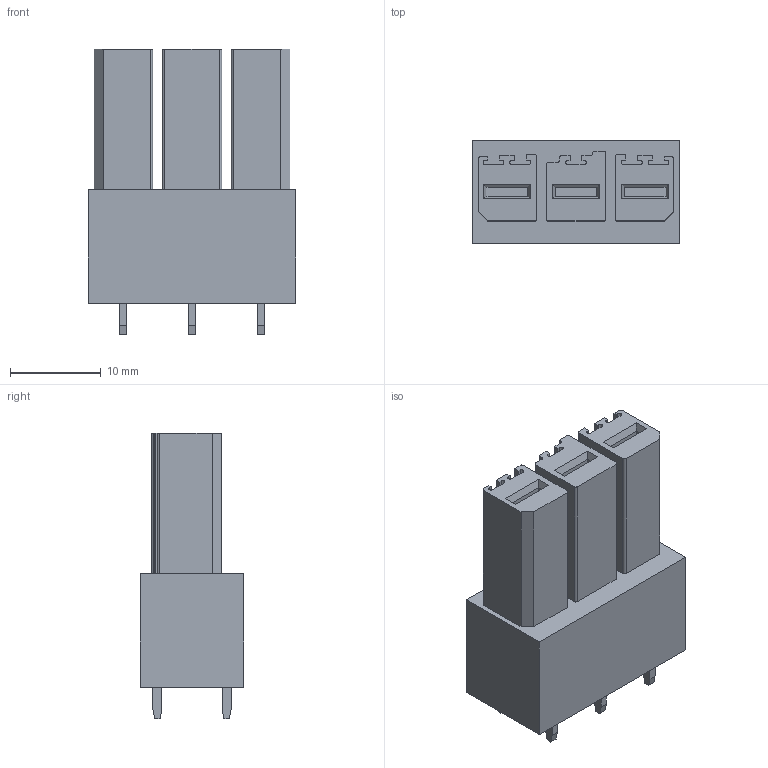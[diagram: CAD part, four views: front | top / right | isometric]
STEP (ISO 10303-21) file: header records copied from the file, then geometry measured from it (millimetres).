
FILE_DESCRIPTION(('CATIA V5 STEP','CAx-IF Rec.Pracs.--- Model Styling and Organization---1.2---2011-12-15'),'2;1');
FILE_NAME ('D1459279_0_1928620000_1928620000.stp','2018-09-06T05:18:30+00:00',('none'),('Weidmueller'),'CATIA Version 5-6 Release 2014','CATIA V5 STEP AP214','none');
FILE_SCHEMA(('AUTOMOTIVE_DESIGN { 1 0 10303 214 1 1 1 1 }'));
Length unit declared in the file: millimetre
Products named in the file (1): 1928620000
Bounding box: 22.86 x 11.4 x 31.5 mm (x, y, z)
Volume: 5212.5 mm3; surface area: 3143.9 mm2
Topology: 7 solids, 7 shells, 155 faces, 393 edges, 258 vertices
Faces by surface type: plane 131, cylinder 24
Entity records: 4332 total; most frequent: ORIENTED_EDGE 786, CARTESIAN_POINT 773, DIRECTION 599, EDGE_CURVE 393, VECTOR 333, LINE 333, VERTEX_POINT 258, EDGE_LOOP 161
